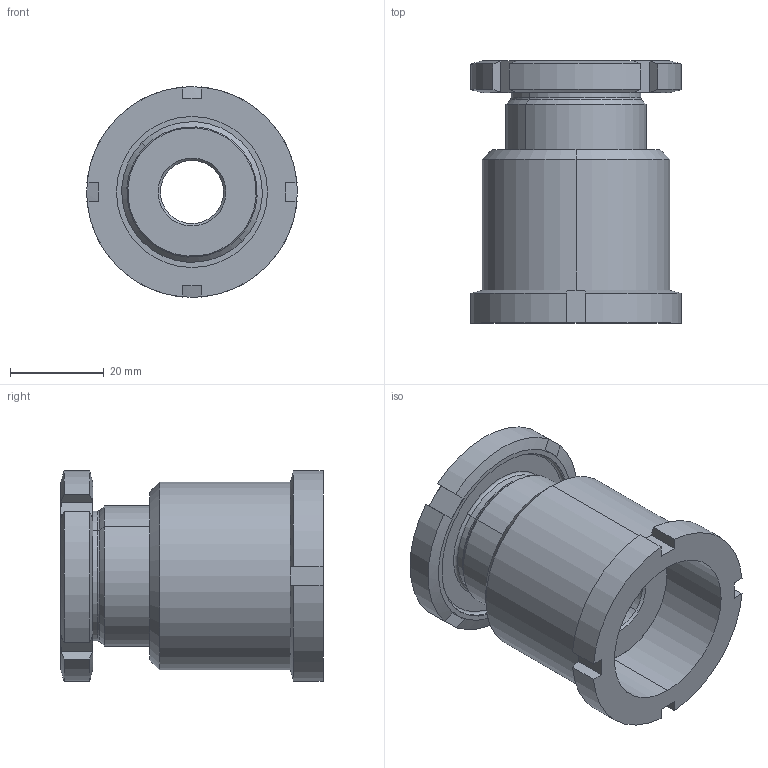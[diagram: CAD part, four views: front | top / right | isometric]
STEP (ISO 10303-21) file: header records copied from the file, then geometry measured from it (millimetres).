
FILE_DESCRIPTION (( 'STEP AP214' ), '1' );
FILE_NAME ('HVS 30-13.5 0 A1.STEP', '2015-08-18T14:43:34', ( '' ), ( '' ), 'SwSTEP 2.0', 'SolidWorks 2015', '' );
FILE_SCHEMA (( 'AUTOMOTIVE_DESIGN' ));
Length unit declared in the file: millimetre
Products named in the file (3): HVS 30-13.5 0 A1; HVS 30 2-0 A1; HVS 30-13.5 1-0 A1
Assembly tree (2 placements, depth 2):
  HVS 30-13.5 0 A1
    HVS 30 2-0 A1
    HVS 30-13.5 1-0 A1
Bounding box: 45 x 55.94 x 45 mm (x, y, z)
Volume: 47701.4 mm3; surface area: 19094.4 mm2
Topology: 2 solids, 2 shells, 93 faces, 214 edges, 128 vertices
Faces by surface type: plane 31, cone 30, cylinder 22, torus 10
Entity records: 2888 total; most frequent: CARTESIAN_POINT 656, DIRECTION 452, ORIENTED_EDGE 428, EDGE_CURVE 214, AXIS2_PLACEMENT_3D 188, VERTEX_POINT 128, EDGE_LOOP 100, ADVANCED_FACE 93
